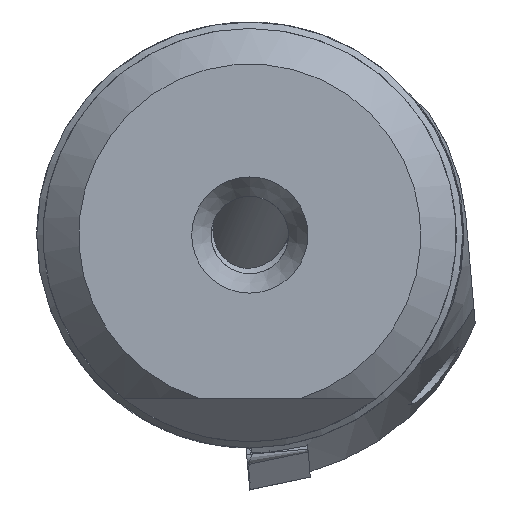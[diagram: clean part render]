
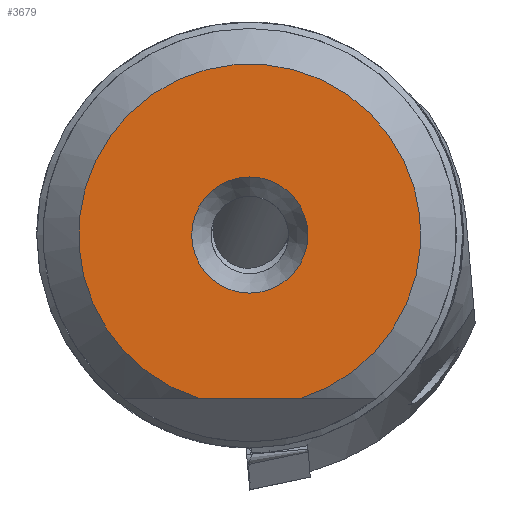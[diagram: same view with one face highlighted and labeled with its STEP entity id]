
A CAD part, left-side view. The second image highlights one B-rep face of the part: STEP entity #3679.
In plain terms, the highlighted planar face has unit normal (-1, 0, 0).
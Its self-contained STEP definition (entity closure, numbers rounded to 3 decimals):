
#156 = CARTESIAN_POINT ( 'NONE',  ( 0., -1.955, -6.33 ) ) ;
#172 = EDGE_CURVE ( 'NONE', #576, #576, #1233, .T. ) ;
#435 = DIRECTION ( 'NONE',  ( 0., 0., 1. ) ) ;
#489 = VERTEX_POINT ( 'NONE', #886 ) ;
#576 = VERTEX_POINT ( 'NONE', #694 ) ;
#680 = DIRECTION ( 'NONE',  ( 0., 0., 1. ) ) ;
#694 = CARTESIAN_POINT ( 'NONE',  ( 0., 0., 2.25 ) ) ;
#886 = CARTESIAN_POINT ( 'NONE',  ( 0., 1.955, -6.33 ) ) ;
#1233 = CIRCLE ( 'NONE', #3326, 2.25 ) ;
#1270 = LINE ( 'NONE', #1612, #2345 ) ;
#1298 = CARTESIAN_POINT ( 'NONE',  ( 0., 0., 0. ) ) ;
#1612 = CARTESIAN_POINT ( 'NONE',  ( 0., 2.25, -6.33 ) ) ;
#1798 = PLANE ( 'NONE',  #2713 ) ;
#1856 = EDGE_LOOP ( 'NONE', ( #3674 ) ) ;
#2051 = FACE_OUTER_BOUND ( 'NONE', #2515, .T. ) ;
#2225 = ORIENTED_EDGE ( 'NONE', *, *, #3723, .T. ) ;
#2284 = CIRCLE ( 'NONE', #3475, 6.625 ) ;
#2345 = VECTOR ( 'NONE', #3646, 1000. ) ;
#2410 = DIRECTION ( 'NONE',  ( -1., 0., 0. ) ) ;
#2413 = EDGE_CURVE ( 'NONE', #489, #2700, #1270, .T. ) ;
#2418 = CARTESIAN_POINT ( 'NONE',  ( 0., 0., 0. ) ) ;
#2434 = DIRECTION ( 'NONE',  ( 1., 0., 0. ) ) ;
#2515 = EDGE_LOOP ( 'NONE', ( #2225, #2879 ) ) ;
#2700 = VERTEX_POINT ( 'NONE', #156 ) ;
#2713 = AXIS2_PLACEMENT_3D ( 'NONE', #2979, #2434, #3035 ) ;
#2879 = ORIENTED_EDGE ( 'NONE', *, *, #2413, .T. ) ;
#2979 = CARTESIAN_POINT ( 'NONE',  ( 0., 2.25, 0. ) ) ;
#3035 = DIRECTION ( 'NONE',  ( 0., 0., -1. ) ) ;
#3064 = FACE_BOUND ( 'NONE', #1856, .T. ) ;
#3092 = DIRECTION ( 'NONE',  ( -1., 0., 0. ) ) ;
#3326 = AXIS2_PLACEMENT_3D ( 'NONE', #1298, #3092, #435 ) ;
#3475 = AXIS2_PLACEMENT_3D ( 'NONE', #2418, #2410, #680 ) ;
#3646 = DIRECTION ( 'NONE',  ( 0., -1., 0. ) ) ;
#3674 = ORIENTED_EDGE ( 'NONE', *, *, #172, .F. ) ;
#3679 = ADVANCED_FACE ( 'NONE', ( #3064, #2051 ), #1798, .F. ) ;
#3723 = EDGE_CURVE ( 'NONE', #2700, #489, #2284, .T. ) ;
